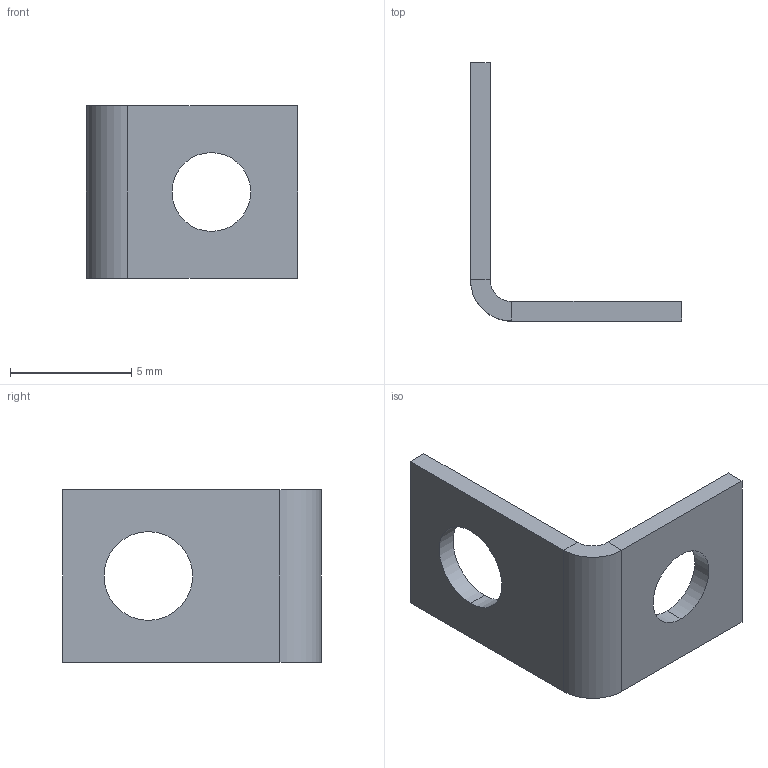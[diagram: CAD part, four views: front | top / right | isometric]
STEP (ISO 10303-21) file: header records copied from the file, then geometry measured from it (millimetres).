
FILE_DESCRIPTION (( 'STEP AP214' ), '1' );
FILE_NAME ('615.STEP', '2007-12-12T13:44:09', ( 'Richard Maletta' ), ( '' ), 'SwSTEP 2.0', 'SolidWorks 2007', '' );
FILE_SCHEMA (( 'AUTOMOTIVE_DESIGN' ));
Length unit declared in the file: inch
Products named in the file (1): 615
Bounding box: 8.71 x 10.67 x 7.14 mm (x, y, z)
Volume: 89.2 mm3; surface area: 278 mm2
Topology: 1 solids, 1 shells, 18 faces, 40 edges, 24 vertices
Faces by surface type: plane 12, cylinder 6
Entity records: 527 total; most frequent: DIRECTION 90, CARTESIAN_POINT 83, ORIENTED_EDGE 80, EDGE_CURVE 40, AXIS2_PLACEMENT_3D 31, VECTOR 28, LINE 28, VERTEX_POINT 24
